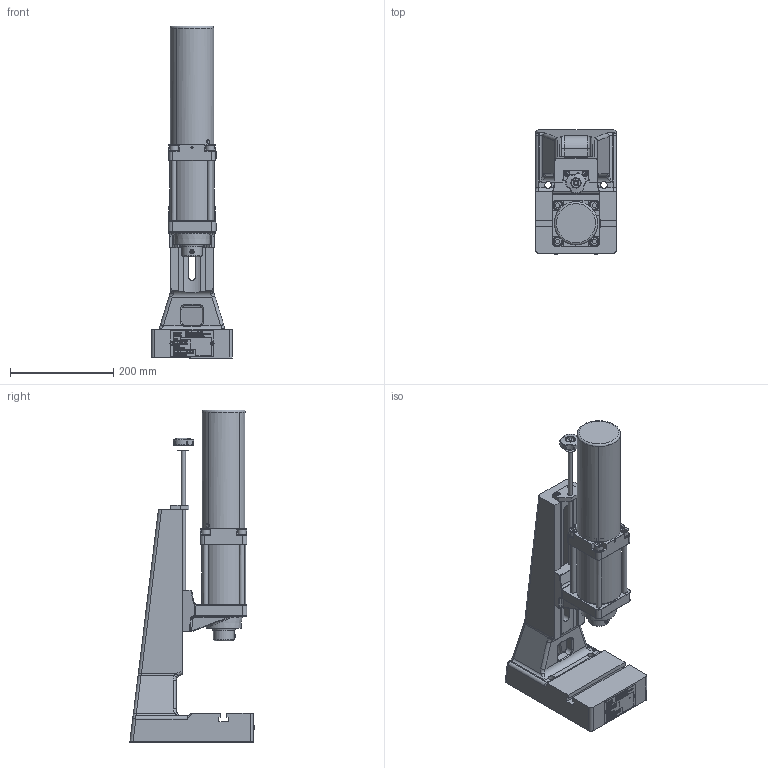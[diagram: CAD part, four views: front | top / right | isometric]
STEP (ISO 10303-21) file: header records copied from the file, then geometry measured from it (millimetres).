
FILE_DESCRIPTION(/* description */ ('DA 250-80-80'),/* implementation_level */ '2;1');
FILE_NAME(/* name */ 'DA_0250_080_080.stp',/* time_stamp */ '2021-09-21T10:58:35+02:00',/* author */ ('RFinsterle'),/* organization */ (''),/* preprocessor_version */ 'ST-DEVELOPER v17',/* originating_system */ 'Autodesk Inventor 2018',/* authorisation */ '');
FILE_SCHEMA (('AUTOMOTIVE_DESIGN { 1 0 10303 214 3 1 1 }'));
Products named in the file (5): ENG-000830_V; ENG-000029_V; ENG-000827-1_V; ENG-000378; ENG-000755
Assembly tree (5 placements, depth 2):
  ENG-000830_V
    ENG-000029_V
    ENG-000827-1_V
    ENG-000378
    ENG-000755  x2
Bounding box: 156 x 240.49 x 642.75 mm (x, y, z)
Volume: 3581220.5 mm3; surface area: 704710.2 mm2
Topology: 6 solids, 10 shells, 6482 faces, 17858 edges, 11753 vertices
Faces by surface type: plane 3813, bspline 2071, cylinder 347, cone 105, torus 85, sphere 61
Full cylindrical faces by diameter (mm): 1.2 x1, 2.4 x1, 2.459 x2, 2.5 x2, 3 x8, 3.242 x4, 3.3 x2, 4 x2, 4.134 x2, 5 x3, 6.5 x2, 6.647 x3, 8 x4, 8.376 x4, 8.5 x1, 9.5 x1, 10 x9, 10.106 x2, 10.5 x4, 11 x2, 11.445 x1, 12 x4, 12.5 x2, 13 x2, 14 x2, 14.376 x1, 16 x5, 17 x1, 18 x3, 20 x2
Entity records: 227876 total; most frequent: CARTESIAN_POINT 70291, ORIENTED_EDGE 35508, DIRECTION 23597, EDGE_CURVE 17754, LINE 12261, VECTOR 12261, VERTEX_POINT 11738, EDGE_LOOP 6978
